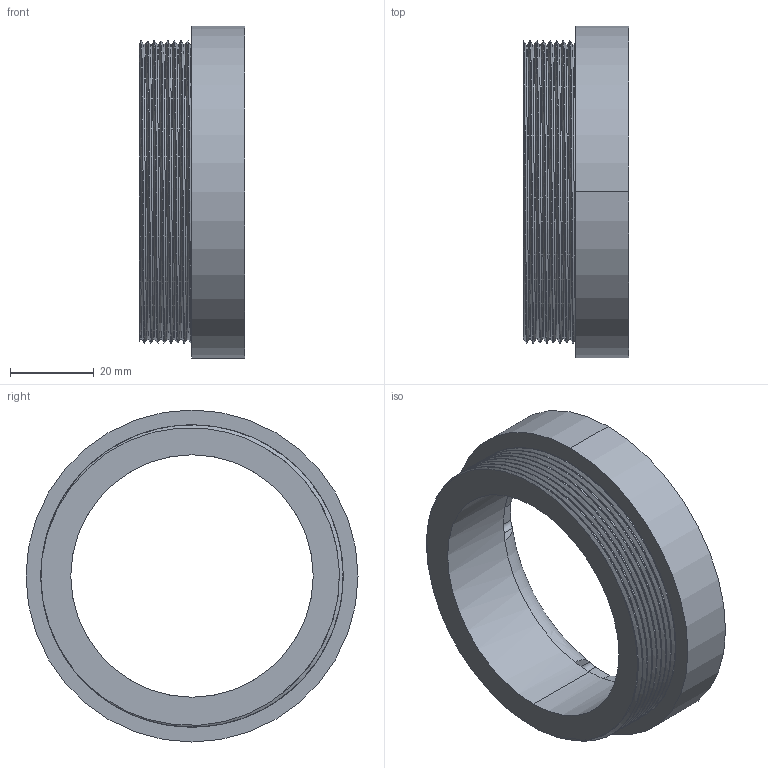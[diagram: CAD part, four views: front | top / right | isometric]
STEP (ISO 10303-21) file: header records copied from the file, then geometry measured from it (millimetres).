
FILE_DESCRIPTION (( 'STEP AP214' ), '1' );
FILE_NAME ('rear-retaining-ring.STEP', '2021-04-17T21:00:31', ( '' ), ( '' ), 'SwSTEP 2.0', 'SolidWorks 2020', '' );
FILE_SCHEMA (( 'AUTOMOTIVE_DESIGN' ));
Length unit declared in the file: inch
Products named in the file (1): rear-retaining-ring
Bounding box: 25.27 x 79.32 x 79.32 mm (x, y, z)
Volume: 44160.6 mm3; surface area: 16643.7 mm2
Topology: 1 solids, 1 shells, 53 faces, 141 edges, 91 vertices
Faces by surface type: cylinder 29, plane 19, bspline 3, torus 2
Entity records: 3314 total; most frequent: CARTESIAN_POINT 2096, ORIENTED_EDGE 282, DIRECTION 210, EDGE_CURVE 141, VERTEX_POINT 91, AXIS2_PLACEMENT_3D 81, EDGE_LOOP 56, FACE_OUTER_BOUND 53
